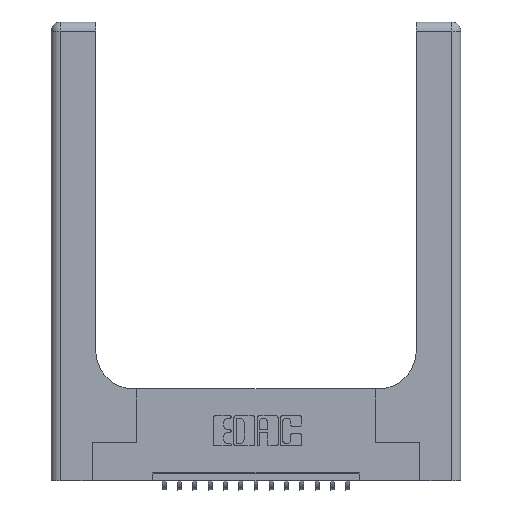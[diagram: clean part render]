
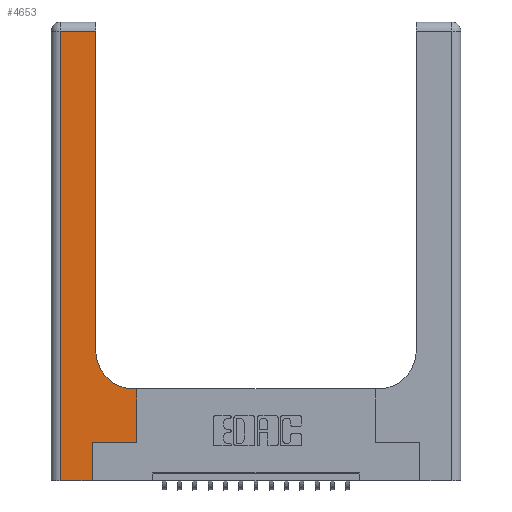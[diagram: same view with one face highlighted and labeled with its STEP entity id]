
A CAD part, top view. The second image highlights one B-rep face of the part: STEP entity #4653.
In plain terms, the highlighted planar face has unit normal (0, 0, 1).
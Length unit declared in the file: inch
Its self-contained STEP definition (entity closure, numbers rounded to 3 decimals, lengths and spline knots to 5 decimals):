
#593 = LINE ( 'NONE', #12368, #6088 ) ;
#633 = DIRECTION ( 'NONE',  ( 0., 1., 0. ) ) ;
#669 = EDGE_CURVE ( 'NONE', #4171, #16581, #15656, .T. ) ;
#825 = CARTESIAN_POINT ( 'NONE',  ( 0.269, 0.25, 0.37 ) ) ;
#846 = DIRECTION ( 'NONE',  ( 0., 0., -1. ) ) ;
#1334 = CARTESIAN_POINT ( 'NONE',  ( 0.2915, 3., 0.37 ) ) ;
#1502 = CARTESIAN_POINT ( 'NONE',  ( 0.269, 0., 0.37 ) ) ;
#1701 = VECTOR ( 'NONE', #12713, 39.37008 ) ;
#1744 = CIRCLE ( 'NONE', #9420, 0.25 ) ;
#2099 = LINE ( 'NONE', #1334, #13337 ) ;
#2455 = ORIENTED_EDGE ( 'NONE', *, *, #15737, .T. ) ;
#2901 = CARTESIAN_POINT ( 'NONE',  ( 0.269, 0., 0.37 ) ) ;
#2902 = DIRECTION ( 'NONE',  ( 0., -1., 0. ) ) ;
#3319 = ORIENTED_EDGE ( 'NONE', *, *, #11185, .T. ) ;
#3362 = CARTESIAN_POINT ( 'NONE',  ( 0., 0., 0.37 ) ) ;
#3700 = ORIENTED_EDGE ( 'NONE', *, *, #12246, .T. ) ;
#3702 = DIRECTION ( 'NONE',  ( 1., 0., 0. ) ) ;
#3856 = VERTEX_POINT ( 'NONE', #6040 ) ;
#4097 = CARTESIAN_POINT ( 'NONE',  ( 0., 2.94, 0.37 ) ) ;
#4171 = VERTEX_POINT ( 'NONE', #17497 ) ;
#4221 = LINE ( 'NONE', #4097, #10166 ) ;
#4424 = VERTEX_POINT ( 'NONE', #1502 ) ;
#4653 = ADVANCED_FACE ( 'NONE', ( #14769 ), #9193, .F. ) ;
#5125 = CARTESIAN_POINT ( 'NONE',  ( 0.5415, 0.85, 0.37 ) ) ;
#5400 = ORIENTED_EDGE ( 'NONE', *, *, #8555, .T. ) ;
#6040 = CARTESIAN_POINT ( 'NONE',  ( 0.5585, 0.25, 0.37 ) ) ;
#6088 = VECTOR ( 'NONE', #633, 39.37008 ) ;
#6280 = EDGE_CURVE ( 'NONE', #8516, #4171, #4221, .T. ) ;
#6830 = EDGE_CURVE ( 'NONE', #10569, #3856, #17707, .T. ) ;
#7005 = CARTESIAN_POINT ( 'NONE',  ( 0.269, 0.25, 0.37 ) ) ;
#7023 = LINE ( 'NONE', #3362, #18708 ) ;
#7324 = VERTEX_POINT ( 'NONE', #15921 ) ;
#7443 = EDGE_CURVE ( 'NONE', #7324, #8516, #2099, .T. ) ;
#7826 = CARTESIAN_POINT ( 'NONE',  ( 0.06, 0., 0.37 ) ) ;
#8273 = DIRECTION ( 'NONE',  ( -1., 0., 0. ) ) ;
#8516 = VERTEX_POINT ( 'NONE', #9702 ) ;
#8555 = EDGE_CURVE ( 'NONE', #15185, #18102, #18638, .T. ) ;
#9096 = ORIENTED_EDGE ( 'NONE', *, *, #13054, .T. ) ;
#9193 = PLANE ( 'NONE',  #14409 ) ;
#9420 = AXIS2_PLACEMENT_3D ( 'NONE', #5125, #15232, #3702 ) ;
#9499 = CARTESIAN_POINT ( 'NONE',  ( 0., 3., 0.37 ) ) ;
#9702 = CARTESIAN_POINT ( 'NONE',  ( 0.2915, 2.94, 0.37 ) ) ;
#10166 = VECTOR ( 'NONE', #18862, 39.37008 ) ;
#10379 = DIRECTION ( 'NONE',  ( 0., 1., 0. ) ) ;
#10569 = VERTEX_POINT ( 'NONE', #825 ) ;
#10609 = ORIENTED_EDGE ( 'NONE', *, *, #7443, .T. ) ;
#11185 = EDGE_CURVE ( 'NONE', #4424, #10569, #18094, .T. ) ;
#11699 = DIRECTION ( 'NONE',  ( 0., 1., 0. ) ) ;
#12229 = CARTESIAN_POINT ( 'NONE',  ( 0.5585, 0.6, 0.37 ) ) ;
#12246 = EDGE_CURVE ( 'NONE', #16581, #4424, #7023, .T. ) ;
#12368 = CARTESIAN_POINT ( 'NONE',  ( 0.5585, 0.25, 0.37 ) ) ;
#12713 = DIRECTION ( 'NONE',  ( -1., 0., 0. ) ) ;
#12911 = DIRECTION ( 'NONE',  ( 1., 0., 0. ) ) ;
#13054 = EDGE_CURVE ( 'NONE', #18102, #7324, #1744, .T. ) ;
#13153 = VECTOR ( 'NONE', #2902, 39.37008 ) ;
#13213 = ORIENTED_EDGE ( 'NONE', *, *, #6280, .T. ) ;
#13337 = VECTOR ( 'NONE', #11699, 39.37008 ) ;
#14027 = ORIENTED_EDGE ( 'NONE', *, *, #669, .T. ) ;
#14402 = CARTESIAN_POINT ( 'NONE',  ( 0.06, 3., 0.37 ) ) ;
#14409 = AXIS2_PLACEMENT_3D ( 'NONE', #9499, #846, #8273 ) ;
#14769 = FACE_OUTER_BOUND ( 'NONE', #16519, .T. ) ;
#15185 = VERTEX_POINT ( 'NONE', #12229 ) ;
#15192 = VECTOR ( 'NONE', #12911, 39.37008 ) ;
#15232 = DIRECTION ( 'NONE',  ( 0., 0., -1. ) ) ;
#15656 = LINE ( 'NONE', #14402, #13153 ) ;
#15737 = EDGE_CURVE ( 'NONE', #3856, #15185, #593, .T. ) ;
#15921 = CARTESIAN_POINT ( 'NONE',  ( 0.2915, 0.85, 0.37 ) ) ;
#16323 = ORIENTED_EDGE ( 'NONE', *, *, #6830, .T. ) ;
#16519 = EDGE_LOOP ( 'NONE', ( #10609, #13213, #14027, #3700, #3319, #16323, #2455, #5400, #9096 ) ) ;
#16580 = VECTOR ( 'NONE', #10379, 39.37008 ) ;
#16581 = VERTEX_POINT ( 'NONE', #7826 ) ;
#16986 = CARTESIAN_POINT ( 'NONE',  ( 0.2915, 0.6, 0.37 ) ) ;
#17035 = DIRECTION ( 'NONE',  ( 1., 0., 0. ) ) ;
#17497 = CARTESIAN_POINT ( 'NONE',  ( 0.06, 2.94, 0.37 ) ) ;
#17707 = LINE ( 'NONE', #7005, #15192 ) ;
#18094 = LINE ( 'NONE', #2901, #16580 ) ;
#18102 = VERTEX_POINT ( 'NONE', #18720 ) ;
#18638 = LINE ( 'NONE', #16986, #1701 ) ;
#18708 = VECTOR ( 'NONE', #17035, 39.37008 ) ;
#18720 = CARTESIAN_POINT ( 'NONE',  ( 0.5415, 0.6, 0.37 ) ) ;
#18862 = DIRECTION ( 'NONE',  ( -1., 0., 0. ) ) ;
